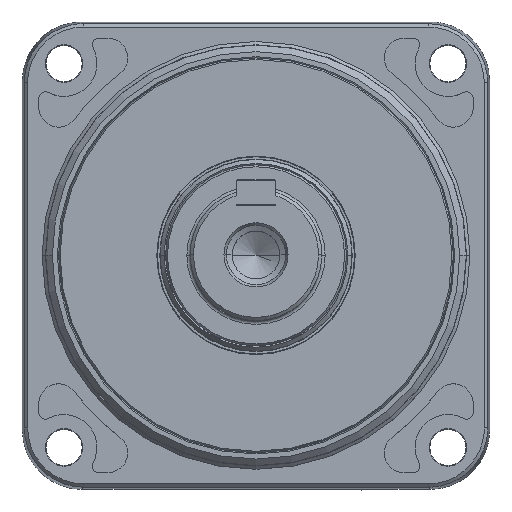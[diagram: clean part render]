
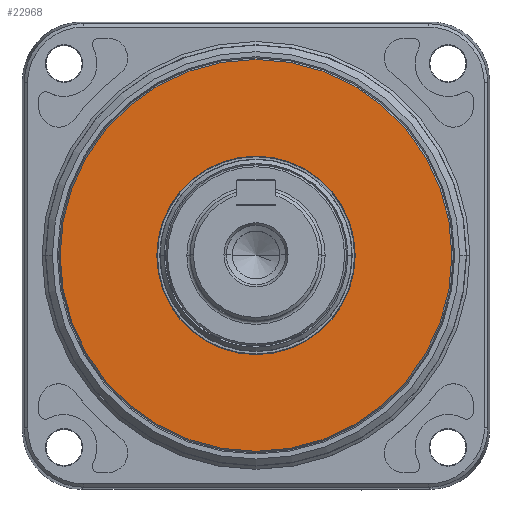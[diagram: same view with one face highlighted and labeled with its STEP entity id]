
A CAD part, top view. The second image highlights one B-rep face of the part: STEP entity #22968.
In plain terms, the highlighted planar face has unit normal (0, 0, 1).
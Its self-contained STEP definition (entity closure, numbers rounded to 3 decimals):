
#89 = FACE_OUTER_BOUND ( 'NONE', #19965, .T. ) ;
#295 = DIRECTION ( 'NONE',  ( 0., 0., 1. ) ) ;
#545 = VERTEX_POINT ( 'NONE', #2945 ) ;
#2320 = CARTESIAN_POINT ( 'NONE',  ( 0., 0., 15. ) ) ;
#2945 = CARTESIAN_POINT ( 'NONE',  ( -59.538, 0., 15. ) ) ;
#3056 = DIRECTION ( 'NONE',  ( 0., 0., -1. ) ) ;
#3482 = CIRCLE ( 'NONE', #36927, 59.538 ) ;
#7203 = CARTESIAN_POINT ( 'NONE',  ( -30.157, 0., 15. ) ) ;
#9328 = AXIS2_PLACEMENT_3D ( 'NONE', #41266, #20355, #27224 ) ;
#10527 = FACE_BOUND ( 'NONE', #11018, .T. ) ;
#11018 = EDGE_LOOP ( 'NONE', ( #21348, #39923 ) ) ;
#12570 = DIRECTION ( 'NONE',  ( 0., 0., 1. ) ) ;
#12574 = DIRECTION ( 'NONE',  ( 0., 0., -1. ) ) ;
#14031 = CIRCLE ( 'NONE', #29695, 59.538 ) ;
#15903 = CARTESIAN_POINT ( 'NONE',  ( 0., 0., 15. ) ) ;
#15989 = AXIS2_PLACEMENT_3D ( 'NONE', #26880, #3056, #30441 ) ;
#17121 = ORIENTED_EDGE ( 'NONE', *, *, #26165, .T. ) ;
#17414 = PLANE ( 'NONE',  #9328 ) ;
#19965 = EDGE_LOOP ( 'NONE', ( #17121, #31387 ) ) ;
#20355 = DIRECTION ( 'NONE',  ( 0., 0., 1. ) ) ;
#21348 = ORIENTED_EDGE ( 'NONE', *, *, #33128, .T. ) ;
#22417 = DIRECTION ( 'NONE',  ( 1., 0., 0. ) ) ;
#22968 = ADVANCED_FACE ( 'NONE', ( #10527, #89 ), #17414, .T. ) ;
#23147 = CIRCLE ( 'NONE', #15989, 30.157 ) ;
#23204 = VERTEX_POINT ( 'NONE', #24106 ) ;
#24106 = CARTESIAN_POINT ( 'NONE',  ( 30.157, 0., 15. ) ) ;
#26164 = DIRECTION ( 'NONE',  ( 1., 0., 0. ) ) ;
#26165 = EDGE_CURVE ( 'NONE', #545, #26682, #3482, .T. ) ;
#26682 = VERTEX_POINT ( 'NONE', #34509 ) ;
#26880 = CARTESIAN_POINT ( 'NONE',  ( 0., 0., 15. ) ) ;
#27224 = DIRECTION ( 'NONE',  ( 1., 0., 0. ) ) ;
#27658 = CARTESIAN_POINT ( 'NONE',  ( 0., 0., 15. ) ) ;
#28774 = CIRCLE ( 'NONE', #40026, 30.157 ) ;
#29695 = AXIS2_PLACEMENT_3D ( 'NONE', #27658, #295, #41245 ) ;
#30441 = DIRECTION ( 'NONE',  ( 1., 0., 0. ) ) ;
#31387 = ORIENTED_EDGE ( 'NONE', *, *, #36217, .T. ) ;
#33128 = EDGE_CURVE ( 'NONE', #23204, #35122, #28774, .T. ) ;
#34509 = CARTESIAN_POINT ( 'NONE',  ( 59.538, 0., 15. ) ) ;
#35122 = VERTEX_POINT ( 'NONE', #7203 ) ;
#36217 = EDGE_CURVE ( 'NONE', #26682, #545, #14031, .T. ) ;
#36927 = AXIS2_PLACEMENT_3D ( 'NONE', #2320, #12570, #26164 ) ;
#39923 = ORIENTED_EDGE ( 'NONE', *, *, #42582, .T. ) ;
#40026 = AXIS2_PLACEMENT_3D ( 'NONE', #15903, #12574, #22417 ) ;
#41245 = DIRECTION ( 'NONE',  ( 1., 0., 0. ) ) ;
#41266 = CARTESIAN_POINT ( 'NONE',  ( 0., 0., 15. ) ) ;
#42582 = EDGE_CURVE ( 'NONE', #35122, #23204, #23147, .T. ) ;
